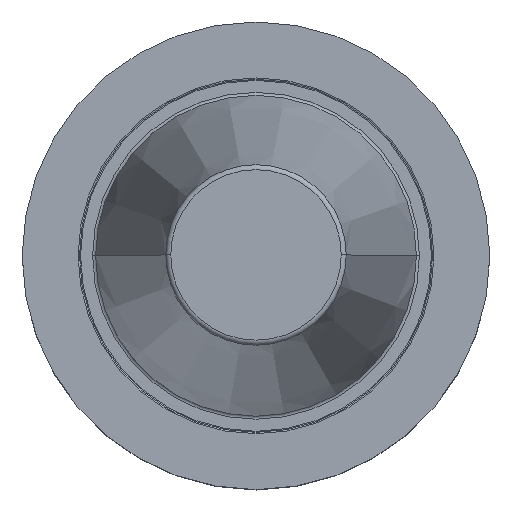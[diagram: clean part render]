
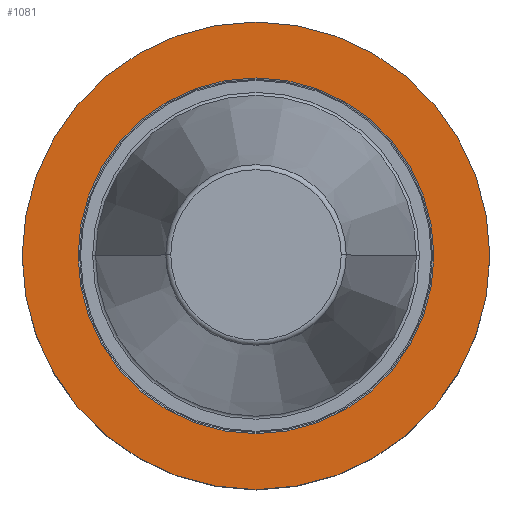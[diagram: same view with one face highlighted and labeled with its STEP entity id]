
A CAD part, top view. The second image highlights one B-rep face of the part: STEP entity #1081.
In plain terms, the highlighted planar face has unit normal (0, 0, 1).
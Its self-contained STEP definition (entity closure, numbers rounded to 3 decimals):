
#112=CARTESIAN_POINT('',(0.,0.,0.));
#113=DIRECTION('',(0.,0.,-1.));
#114=DIRECTION('',(1.,0.,0.));
#115=AXIS2_PLACEMENT_3D('',#112,#113,#114);
#120=CARTESIAN_POINT('',(0.,0.,0.));
#121=DIRECTION('',(0.,0.,1.));
#122=DIRECTION('',(1.,0.,0.));
#123=AXIS2_PLACEMENT_3D('',#120,#121,#122);
#128=CARTESIAN_POINT('',(0.,0.,0.));
#129=DIRECTION('',(0.,0.,1.));
#130=DIRECTION('',(1.,0.,0.));
#131=AXIS2_PLACEMENT_3D('',#128,#129,#130);
#136=CARTESIAN_POINT('',(0.,0.,0.));
#137=DIRECTION('',(0.,0.,1.));
#138=DIRECTION('',(-1.,0.,0.));
#139=AXIS2_PLACEMENT_3D('',#136,#137,#138);
#906=CARTESIAN_POINT('',(23.,0.,0.));
#907=CARTESIAN_POINT('',(-23.,0.,0.));
#908=VERTEX_POINT('',#906);
#909=VERTEX_POINT('',#907);
#970=CARTESIAN_POINT('',(17.5,0.,0.));
#971=CARTESIAN_POINT('',(-17.5,0.,0.));
#972=VERTEX_POINT('',#970);
#973=VERTEX_POINT('',#971);
#1066=CARTESIAN_POINT('',(0.,0.,0.));
#1067=DIRECTION('',(0.,0.,-1.));
#1068=DIRECTION('',(-1.,0.,0.));
#1069=AXIS2_PLACEMENT_3D('',#1066,#1067,#1068);
#1070=PLANE('',#1069);
#1071=ORIENTED_EDGE('',*,*,#987,.T.);
#1072=ORIENTED_EDGE('',*,*,#1046,.F.);
#1073=EDGE_LOOP('',(#1071,#1072));
#1074=FACE_OUTER_BOUND('',#1073,.F.);
#1076=ORIENTED_EDGE('',*,*,#1075,.T.);
#1078=ORIENTED_EDGE('',*,*,#1077,.T.);
#1079=EDGE_LOOP('',(#1076,#1078));
#1080=FACE_BOUND('',#1079,.F.);
#1081=ADVANCED_FACE('',(#1074,#1080),#1070,.F.);
#116=CIRCLE('',#115,23.);
#124=CIRCLE('',#123,23.);
#132=CIRCLE('',#131,17.5);
#140=CIRCLE('',#139,17.5);
#987=EDGE_CURVE('',#908,#909,#116,.T.);
#1046=EDGE_CURVE('',#908,#909,#124,.T.);
#1075=EDGE_CURVE('',#972,#973,#132,.T.);
#1077=EDGE_CURVE('',#973,#972,#140,.T.);
